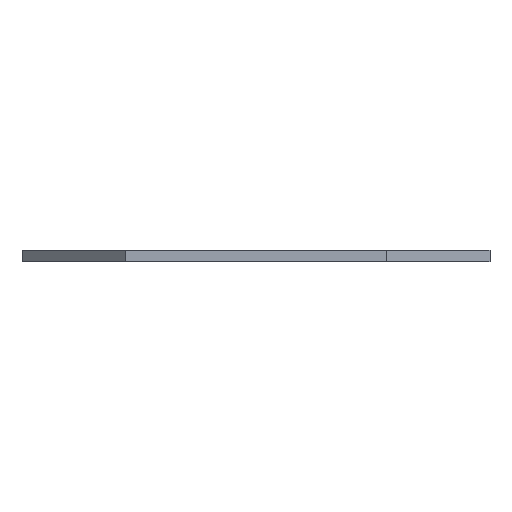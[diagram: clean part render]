
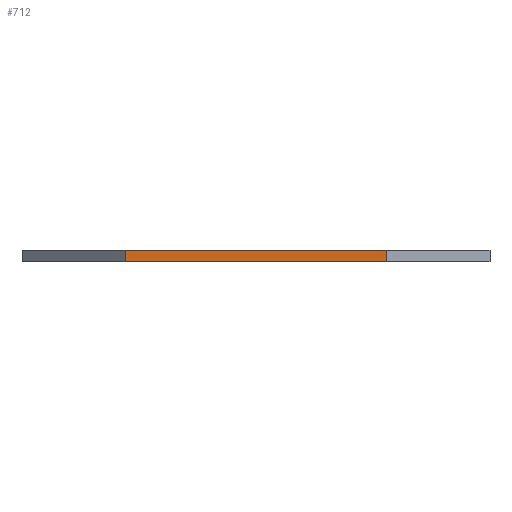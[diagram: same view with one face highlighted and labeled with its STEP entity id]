
A CAD part, left-side view. The second image highlights one B-rep face of the part: STEP entity #712.
In plain terms, the highlighted planar face has unit normal (-1, 0, 0).
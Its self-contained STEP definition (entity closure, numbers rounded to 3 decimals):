
#62 = VERTEX_POINT('',#63);
#63 = CARTESIAN_POINT('',(-115.,-44.618,0.));
#103 = VERTEX_POINT('',#104);
#104 = CARTESIAN_POINT('',(-115.,44.618,0.));
#110 = EDGE_CURVE('',#103,#62,#111,.T.);
#111 = LINE('',#112,#113);
#112 = CARTESIAN_POINT('',(-115.,80.,0.));
#113 = VECTOR('',#114,1.);
#114 = DIRECTION('',(0.,-1.,0.));
#391 = VERTEX_POINT('',#392);
#392 = CARTESIAN_POINT('',(-115.,-44.618,4.));
#425 = VERTEX_POINT('',#426);
#426 = CARTESIAN_POINT('',(-115.,44.618,4.));
#432 = EDGE_CURVE('',#425,#391,#433,.T.);
#433 = LINE('',#434,#435);
#434 = CARTESIAN_POINT('',(-115.,80.,4.));
#435 = VECTOR('',#436,1.);
#436 = DIRECTION('',(0.,-1.,0.));
#700 = EDGE_CURVE('',#391,#62,#701,.T.);
#701 = LINE('',#702,#703);
#702 = CARTESIAN_POINT('',(-115.,-44.618,2.));
#703 = VECTOR('',#704,1.);
#704 = DIRECTION('',(0.,0.,-1.));
#712 = ADVANCED_FACE('',(#713),#724,.F.);
#713 = FACE_BOUND('',#714,.F.);
#714 = EDGE_LOOP('',(#715,#716,#722,#723));
#715 = ORIENTED_EDGE('',*,*,#110,.F.);
#716 = ORIENTED_EDGE('',*,*,#717,.F.);
#717 = EDGE_CURVE('',#425,#103,#718,.T.);
#718 = LINE('',#719,#720);
#719 = CARTESIAN_POINT('',(-115.,44.618,2.));
#720 = VECTOR('',#721,1.);
#721 = DIRECTION('',(0.,0.,-1.));
#722 = ORIENTED_EDGE('',*,*,#432,.T.);
#723 = ORIENTED_EDGE('',*,*,#700,.T.);
#724 = PLANE('',#725);
#725 = AXIS2_PLACEMENT_3D('',#726,#727,#728);
#726 = CARTESIAN_POINT('',(-115.,80.,0.));
#727 = DIRECTION('',(1.,0.,0.));
#728 = DIRECTION('',(0.,-1.,0.));
